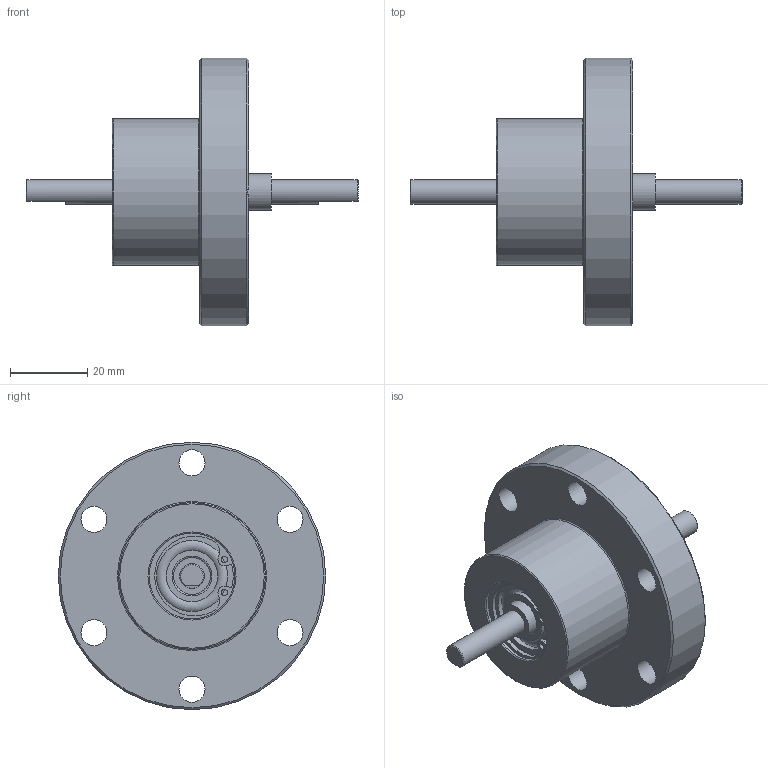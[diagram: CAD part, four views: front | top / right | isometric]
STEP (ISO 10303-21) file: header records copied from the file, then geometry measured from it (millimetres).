
FILE_DESCRIPTION (( 'STEP AP203' ), '1' );
FILE_NAME ('99011401 Assy.STEP', '2023-01-23T14:28:35', ( '' ), ( '' ), 'SwSTEP 2.0', 'SolidWorks 2019', '' );
FILE_SCHEMA (( 'CONFIG_CONTROL_DESIGN' ));
Length unit declared in the file: inch
Products named in the file (11): 99011420 Housing; 97092650 Polpc_97092654 no stages; basic internal retaining ring_ai_B27.1 - NA2-87; basic internal retaining ring_ai; instrument ball bearing_ai_AFBMA 12.2 - 0.3750 - 0.8750 - 0.2188 - 10,SI,NC,10; instrument ball bearing_ai; 97092610 Shaft_-12 no stages; 99011401 Assy; 97092610 Shaft
Assembly tree (6 placements, depth 3):
  99011420 Housing
  basic internal retaining ring_ai
  instrument ball bearing_ai
  99011401 Assy
    99011420 Housing
    97092650 Polpc_97092654 no stages
      97092610 Shaft_-12 no stages
    instrument ball bearing_ai_AFBMA 12.2 - 0.3750 - 0.8750 - 0.2188 - 10,SI,NC,10  x2
    basic internal retaining ring_ai_B27.1 - NA2-87
  97092610 Shaft
Bounding box: 86.11 x 69.34 x 69.34 mm (x, y, z)
Volume: 68214.1 mm3; surface area: 23357.8 mm2
Topology: 5 solids, 5 shells, 112 faces, 237 edges, 152 vertices
Faces by surface type: cylinder 45, plane 41, torus 20, cone 6
Full cylindrical faces by diameter (mm): 1.575 x2, 6.337 x2, 6.747 x6, 9.512 x2, 9.525 x2, 9.53 x2, 10.541 x1, 11.506 x2, 13.335 x4, 18.415 x4, 20.32 x1, 21.112 x1, 22.225 x2, 22.236 x2, 22.744 x1, 23.647 x1, 38.062 x1, 41.91 x1, 48.311 x1, 69.342 x1
Entity records: 3358 total; most frequent: DIRECTION 450, CARTESIAN_POINT 393, ORIENTED_EDGE 284, AXIS2_PLACEMENT_3D 209, EDGE_LOOP 182, FACE_OUTER_BOUND 143, EDGE_CURVE 142, VERTEX_POINT 120
